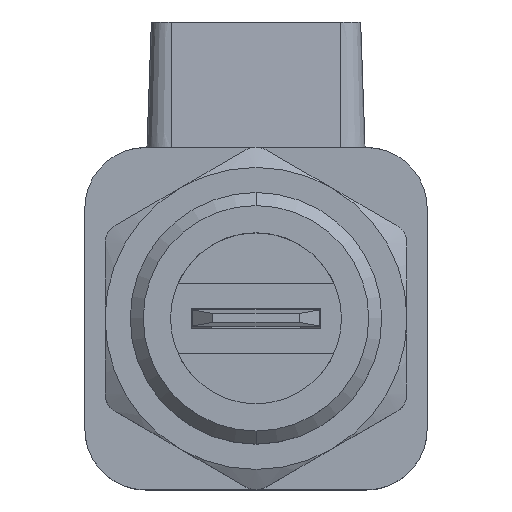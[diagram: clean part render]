
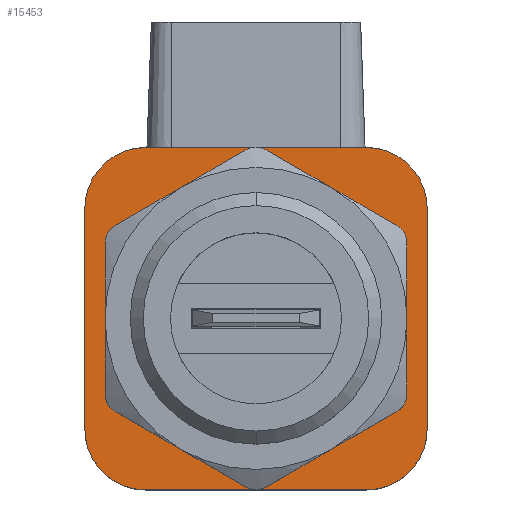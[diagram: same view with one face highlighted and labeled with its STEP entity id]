
A CAD part, top view. The second image highlights one B-rep face of the part: STEP entity #15453.
In plain terms, the highlighted planar face has unit normal (0, 0, 1).
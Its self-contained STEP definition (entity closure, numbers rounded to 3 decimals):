
#49=DIRECTION('',(1.,0.,0.));
#50=VECTOR('',#49,11.);
#51=CARTESIAN_POINT('',(-5.5,8.5,0.));
#52=LINE('',#51,#50);
#53=CARTESIAN_POINT('',(5.5,5.5,0.));
#54=DIRECTION('',(0.,0.,-1.));
#55=DIRECTION('',(0.,1.,0.));
#56=AXIS2_PLACEMENT_3D('',#53,#54,#55);
#58=DIRECTION('',(0.,-1.,0.));
#59=VECTOR('',#58,11.);
#60=CARTESIAN_POINT('',(8.5,5.5,0.));
#61=LINE('',#60,#59);
#62=CARTESIAN_POINT('',(5.5,-5.5,0.));
#63=DIRECTION('',(0.,0.,-1.));
#64=DIRECTION('',(1.,0.,0.));
#65=AXIS2_PLACEMENT_3D('',#62,#63,#64);
#67=DIRECTION('',(-1.,0.,0.));
#68=VECTOR('',#67,11.);
#69=CARTESIAN_POINT('',(5.5,-8.5,0.));
#70=LINE('',#69,#68);
#71=CARTESIAN_POINT('',(-5.5,-5.5,0.));
#72=DIRECTION('',(0.,0.,-1.));
#73=DIRECTION('',(0.,-1.,0.));
#74=AXIS2_PLACEMENT_3D('',#71,#72,#73);
#76=DIRECTION('',(0.,1.,0.));
#77=VECTOR('',#76,11.);
#78=CARTESIAN_POINT('',(-8.5,-5.5,0.));
#79=LINE('',#78,#77);
#80=CARTESIAN_POINT('',(-5.5,5.5,0.));
#81=DIRECTION('',(0.,0.,-1.));
#82=DIRECTION('',(-1.,0.,0.));
#83=AXIS2_PLACEMENT_3D('',#80,#81,#82);
#85=DIRECTION('',(0.,-1.,0.));
#86=VECTOR('',#85,0.416);
#87=CARTESIAN_POINT('',(-1.2,-6.134,0.));
#88=LINE('',#87,#86);
#89=CARTESIAN_POINT('',(0.,-6.55,0.));
#90=DIRECTION('',(0.,0.,1.));
#91=DIRECTION('',(-1.,0.,0.));
#92=AXIS2_PLACEMENT_3D('',#89,#90,#91);
#94=DIRECTION('',(0.,1.,0.));
#95=VECTOR('',#94,0.416);
#96=CARTESIAN_POINT('',(1.2,-6.55,0.));
#97=LINE('',#96,#95);
#98=CARTESIAN_POINT('',(0.,0.,0.));
#99=DIRECTION('',(0.,0.,1.));
#100=DIRECTION('',(0.192,-0.981,0.));
#101=AXIS2_PLACEMENT_3D('',#98,#99,#100);
#103=CARTESIAN_POINT('',(0.,0.,0.));
#104=DIRECTION('',(0.,0.,1.));
#105=DIRECTION('',(1.,0.,0.));
#106=AXIS2_PLACEMENT_3D('',#103,#104,#105);
#108=CARTESIAN_POINT('',(0.,0.,0.));
#109=DIRECTION('',(0.,0.,1.));
#110=DIRECTION('',(-1.,0.,0.));
#111=AXIS2_PLACEMENT_3D('',#108,#109,#110);
#13067=CARTESIAN_POINT('',(-5.5,8.5,0.));
#13068=CARTESIAN_POINT('',(5.5,8.5,0.));
#13069=VERTEX_POINT('',#13067);
#13070=VERTEX_POINT('',#13068);
#13071=CARTESIAN_POINT('',(8.5,5.5,0.));
#13072=VERTEX_POINT('',#13071);
#13073=CARTESIAN_POINT('',(8.5,-5.5,0.));
#13074=VERTEX_POINT('',#13073);
#13075=CARTESIAN_POINT('',(5.5,-8.5,0.));
#13076=VERTEX_POINT('',#13075);
#13077=CARTESIAN_POINT('',(-5.5,-8.5,0.));
#13078=VERTEX_POINT('',#13077);
#13079=CARTESIAN_POINT('',(-8.5,-5.5,0.));
#13080=VERTEX_POINT('',#13079);
#13081=CARTESIAN_POINT('',(-8.5,5.5,0.));
#13082=VERTEX_POINT('',#13081);
#15221=CARTESIAN_POINT('',(6.25,0.,0.));
#15222=CARTESIAN_POINT('',(-6.25,0.,0.));
#15223=VERTEX_POINT('',#15221);
#15224=VERTEX_POINT('',#15222);
#15404=CARTESIAN_POINT('',(-1.2,-6.134,0.));
#15405=CARTESIAN_POINT('',(-1.2,-6.55,0.));
#15406=VERTEX_POINT('',#15404);
#15407=VERTEX_POINT('',#15405);
#15408=CARTESIAN_POINT('',(1.2,-6.55,0.));
#15409=VERTEX_POINT('',#15408);
#15410=CARTESIAN_POINT('',(1.2,-6.134,0.));
#15411=VERTEX_POINT('',#15410);
#15416=CARTESIAN_POINT('',(0.,0.,0.));
#15417=DIRECTION('',(0.,0.,-1.));
#15418=DIRECTION('',(-1.,0.,0.));
#15419=AXIS2_PLACEMENT_3D('',#15416,#15417,#15418);
#15420=PLANE('',#15419);
#15422=ORIENTED_EDGE('',*,*,#15421,.T.);
#15424=ORIENTED_EDGE('',*,*,#15423,.T.);
#15426=ORIENTED_EDGE('',*,*,#15425,.T.);
#15428=ORIENTED_EDGE('',*,*,#15427,.T.);
#15430=ORIENTED_EDGE('',*,*,#15429,.T.);
#15432=ORIENTED_EDGE('',*,*,#15431,.T.);
#15434=ORIENTED_EDGE('',*,*,#15433,.T.);
#15436=ORIENTED_EDGE('',*,*,#15435,.T.);
#15437=EDGE_LOOP('',(#15422,#15424,#15426,#15428,#15430,#15432,#15434,#15436));
#15438=FACE_OUTER_BOUND('',#15437,.F.);
#15440=ORIENTED_EDGE('',*,*,#15439,.T.);
#15442=ORIENTED_EDGE('',*,*,#15441,.T.);
#15444=ORIENTED_EDGE('',*,*,#15443,.T.);
#15446=ORIENTED_EDGE('',*,*,#15445,.T.);
#15448=ORIENTED_EDGE('',*,*,#15447,.T.);
#15450=ORIENTED_EDGE('',*,*,#15449,.T.);
#15451=EDGE_LOOP('',(#15440,#15442,#15444,#15446,#15448,#15450));
#15452=FACE_BOUND('',#15451,.F.);
#15453=ADVANCED_FACE('',(#15438,#15452),#15420,.F.);
#57=CIRCLE('',#56,3.);
#66=CIRCLE('',#65,3.);
#75=CIRCLE('',#74,3.);
#84=CIRCLE('',#83,3.);
#93=CIRCLE('',#92,1.2);
#102=CIRCLE('',#101,6.25);
#107=CIRCLE('',#106,6.25);
#112=CIRCLE('',#111,6.25);
#15421=EDGE_CURVE('',#13069,#13070,#52,.T.);
#15423=EDGE_CURVE('',#13070,#13072,#57,.T.);
#15425=EDGE_CURVE('',#13072,#13074,#61,.T.);
#15427=EDGE_CURVE('',#13074,#13076,#66,.T.);
#15429=EDGE_CURVE('',#13076,#13078,#70,.T.);
#15431=EDGE_CURVE('',#13078,#13080,#75,.T.);
#15433=EDGE_CURVE('',#13080,#13082,#79,.T.);
#15435=EDGE_CURVE('',#13082,#13069,#84,.T.);
#15439=EDGE_CURVE('',#15406,#15407,#88,.T.);
#15441=EDGE_CURVE('',#15407,#15409,#93,.T.);
#15443=EDGE_CURVE('',#15409,#15411,#97,.T.);
#15445=EDGE_CURVE('',#15411,#15223,#102,.T.);
#15447=EDGE_CURVE('',#15223,#15224,#107,.T.);
#15449=EDGE_CURVE('',#15224,#15406,#112,.T.);
